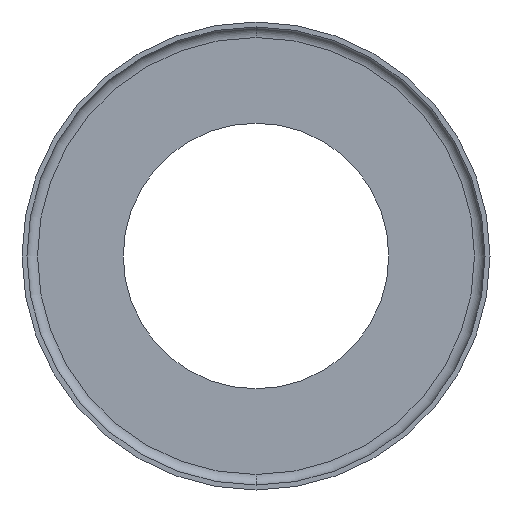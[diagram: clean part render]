
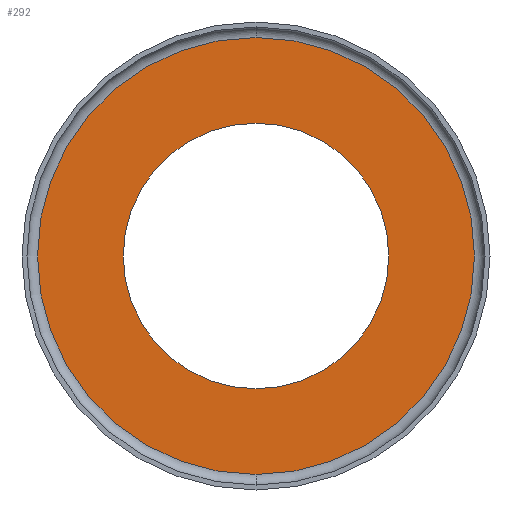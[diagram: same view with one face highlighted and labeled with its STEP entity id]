
A CAD part, front view. The second image highlights one B-rep face of the part: STEP entity #292.
In plain terms, the highlighted planar face has unit normal (0, -1, 0).
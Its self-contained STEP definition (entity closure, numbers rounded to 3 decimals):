
#20 = FACE_OUTER_BOUND ( 'NONE', #290, .T. ) ;
#21 = DIRECTION ( 'NONE',  ( 0., 0., -1. ) ) ;
#22 = CARTESIAN_POINT ( 'NONE',  ( 0., 11.2, -35.3 ) ) ;
#26 = VERTEX_POINT ( 'NONE', #423 ) ;
#35 = ORIENTED_EDGE ( 'NONE', *, *, #311, .F. ) ;
#46 = CARTESIAN_POINT ( 'NONE',  ( 0., 11.2, 35.3 ) ) ;
#47 = DIRECTION ( 'NONE',  ( 0., -1., 0. ) ) ;
#53 = AXIS2_PLACEMENT_3D ( 'NONE', #179, #47, #185 ) ;
#66 = VERTEX_POINT ( 'NONE', #22 ) ;
#76 = AXIS2_PLACEMENT_3D ( 'NONE', #258, #320, #21 ) ;
#78 = DIRECTION ( 'NONE',  ( 0., 0., -1. ) ) ;
#86 = CARTESIAN_POINT ( 'NONE',  ( -35.3, 11.2, 0. ) ) ;
#92 = CIRCLE ( 'NONE', #145, 21.45 ) ;
#97 = CIRCLE ( 'NONE', #76, 21.45 ) ;
#116 = FACE_BOUND ( 'NONE', #245, .T. ) ;
#124 = DIRECTION ( 'NONE',  ( 0., 0., 1. ) ) ;
#145 = AXIS2_PLACEMENT_3D ( 'NONE', #314, #148, #78 ) ;
#148 = DIRECTION ( 'NONE',  ( 0., -1., 0. ) ) ;
#152 = DIRECTION ( 'NONE',  ( 0., 0., -1. ) ) ;
#161 = VERTEX_POINT ( 'NONE', #46 ) ;
#179 = CARTESIAN_POINT ( 'NONE',  ( 0., 11.2, 0. ) ) ;
#185 = DIRECTION ( 'NONE',  ( 0., 0., -1. ) ) ;
#213 = DIRECTION ( 'NONE',  ( 0., -1., 0. ) ) ;
#245 = EDGE_LOOP ( 'NONE', ( #35, #267 ) ) ;
#258 = CARTESIAN_POINT ( 'NONE',  ( 0., 11.2, 0. ) ) ;
#260 = ORIENTED_EDGE ( 'NONE', *, *, #399, .T. ) ;
#265 = AXIS2_PLACEMENT_3D ( 'NONE', #86, #352, #124 ) ;
#267 = ORIENTED_EDGE ( 'NONE', *, *, #430, .F. ) ;
#274 = ORIENTED_EDGE ( 'NONE', *, *, #326, .T. ) ;
#278 = CIRCLE ( 'NONE', #53, 35.3 ) ;
#288 = CARTESIAN_POINT ( 'NONE',  ( 0., 11.2, 21.45 ) ) ;
#290 = EDGE_LOOP ( 'NONE', ( #260, #274 ) ) ;
#292 = ADVANCED_FACE ( 'NONE', ( #116, #20 ), #388, .F. ) ;
#311 = EDGE_CURVE ( 'NONE', #26, #324, #97, .T. ) ;
#314 = CARTESIAN_POINT ( 'NONE',  ( 0., 11.2, 0. ) ) ;
#320 = DIRECTION ( 'NONE',  ( 0., -1., 0. ) ) ;
#324 = VERTEX_POINT ( 'NONE', #288 ) ;
#325 = CIRCLE ( 'NONE', #377, 35.3 ) ;
#326 = EDGE_CURVE ( 'NONE', #161, #66, #325, .T. ) ;
#352 = DIRECTION ( 'NONE',  ( 0., 1., 0. ) ) ;
#377 = AXIS2_PLACEMENT_3D ( 'NONE', #390, #213, #152 ) ;
#388 = PLANE ( 'NONE',  #265 ) ;
#390 = CARTESIAN_POINT ( 'NONE',  ( 0., 11.2, 0. ) ) ;
#399 = EDGE_CURVE ( 'NONE', #66, #161, #278, .T. ) ;
#423 = CARTESIAN_POINT ( 'NONE',  ( 0., 11.2, -21.45 ) ) ;
#430 = EDGE_CURVE ( 'NONE', #324, #26, #92, .T. ) ;
